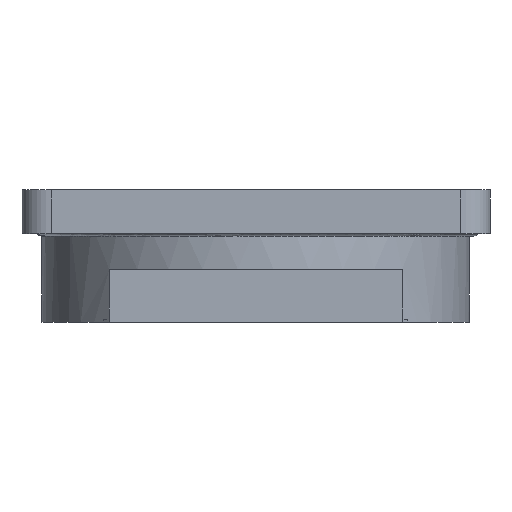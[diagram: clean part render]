
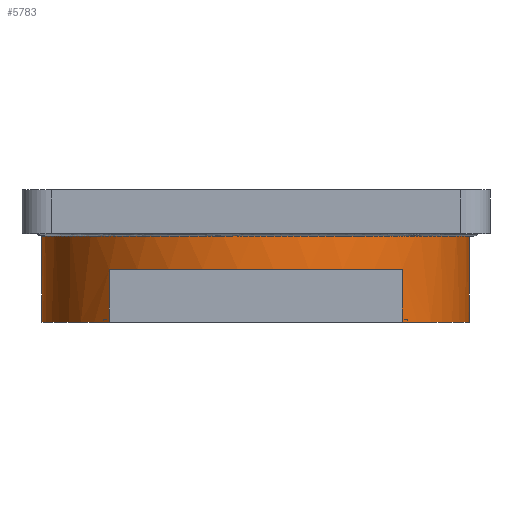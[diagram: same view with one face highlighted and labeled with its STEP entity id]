
A CAD part, front view. The second image highlights one B-rep face of the part: STEP entity #5783.
In plain terms, the highlighted cylindrical face has radius 36.5 mm (diameter 73 mm), a partial arc.
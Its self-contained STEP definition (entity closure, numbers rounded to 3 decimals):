
#303 = DIRECTION ( 'NONE',  ( -1., 0., 0. ) ) ;
#529 = CARTESIAN_POINT ( 'NONE',  ( -74.352, 29.377, -11.3 ) ) ;
#645 = EDGE_CURVE ( 'NONE', #9339, #2754, #14720, .T. ) ;
#807 = DIRECTION ( 'NONE',  ( 0., 0., 1. ) ) ;
#1003 = VERTEX_POINT ( 'NONE', #3180 ) ;
#1144 = CIRCLE ( 'NONE', #9323, 36.5 ) ;
#1301 = VECTOR ( 'NONE', #7230, 1000. ) ;
#1876 = DIRECTION ( 'NONE',  ( -1., 0., 0. ) ) ;
#2399 = DIRECTION ( 'NONE',  ( 0., 0., -1. ) ) ;
#2471 = ORIENTED_EDGE ( 'NONE', *, *, #9864, .F. ) ;
#2732 = DIRECTION ( 'NONE',  ( -1., 0., 0. ) ) ;
#2754 = VERTEX_POINT ( 'NONE', #9244 ) ;
#2771 = CARTESIAN_POINT ( 'NONE',  ( -62.852, 2.783, -2.3 ) ) ;
#2851 = CARTESIAN_POINT ( 'NONE',  ( -62.852, 2.783, -2.3 ) ) ;
#2997 = EDGE_CURVE ( 'NONE', #14556, #2754, #9775, .T. ) ;
#3180 = CARTESIAN_POINT ( 'NONE',  ( -62.852, 2.783, -11.3 ) ) ;
#3435 = VERTEX_POINT ( 'NONE', #6576 ) ;
#4246 = CARTESIAN_POINT ( 'NONE',  ( -74.352, 29.377, -11.3 ) ) ;
#4289 = CIRCLE ( 'NONE', #14449, 36.5 ) ;
#4569 = VERTEX_POINT ( 'NONE', #2771 ) ;
#4718 = ORIENTED_EDGE ( 'NONE', *, *, #13704, .F. ) ;
#5025 = VECTOR ( 'NONE', #9934, 1000. ) ;
#5110 = DIRECTION ( 'NONE',  ( 0., 0., -1. ) ) ;
#5783 = ADVANCED_FACE ( 'NONE', ( #6790 ), #13845, .T. ) ;
#6576 = CARTESIAN_POINT ( 'NONE',  ( -12.852, 2.783, -2.3 ) ) ;
#6790 = FACE_OUTER_BOUND ( 'NONE', #8975, .T. ) ;
#7230 = DIRECTION ( 'NONE',  ( 0., 0., 1. ) ) ;
#7803 = CARTESIAN_POINT ( 'NONE',  ( -37.852, 29.377, -11.3 ) ) ;
#7899 = CARTESIAN_POINT ( 'NONE',  ( -37.852, 29.377, -2.3 ) ) ;
#7935 = CARTESIAN_POINT ( 'NONE',  ( -37.852, 29.377, -11.3 ) ) ;
#8168 = AXIS2_PLACEMENT_3D ( 'NONE', #7803, #807, #9040 ) ;
#8187 = CARTESIAN_POINT ( 'NONE',  ( -37.852, 29.377, 5.2 ) ) ;
#8262 = EDGE_CURVE ( 'NONE', #11786, #9339, #11816, .T. ) ;
#8308 = LINE ( 'NONE', #9551, #11404 ) ;
#8343 = EDGE_CURVE ( 'NONE', #3435, #4569, #4289, .T. ) ;
#8634 = CARTESIAN_POINT ( 'NONE',  ( -37.852, 29.377, -11.3 ) ) ;
#8975 = EDGE_LOOP ( 'NONE', ( #10308, #9728, #4718, #13954, #15024, #2471, #13665, #9696 ) ) ;
#9040 = DIRECTION ( 'NONE',  ( 1., 0., 0. ) ) ;
#9057 = DIRECTION ( 'NONE',  ( 0., 0., -1. ) ) ;
#9244 = CARTESIAN_POINT ( 'NONE',  ( -74.352, 29.377, 5.2 ) ) ;
#9323 = AXIS2_PLACEMENT_3D ( 'NONE', #7935, #10494, #1876 ) ;
#9339 = VERTEX_POINT ( 'NONE', #15112 ) ;
#9356 = DIRECTION ( 'NONE',  ( 1., 0., 0. ) ) ;
#9551 = CARTESIAN_POINT ( 'NONE',  ( -12.852, 2.783, -2.3 ) ) ;
#9696 = ORIENTED_EDGE ( 'NONE', *, *, #645, .T. ) ;
#9728 = ORIENTED_EDGE ( 'NONE', *, *, #13267, .F. ) ;
#9775 = LINE ( 'NONE', #529, #5025 ) ;
#9864 = EDGE_CURVE ( 'NONE', #11786, #14294, #1144, .T. ) ;
#9934 = DIRECTION ( 'NONE',  ( 0., 0., 1. ) ) ;
#10180 = CIRCLE ( 'NONE', #11162, 36.5 ) ;
#10308 = ORIENTED_EDGE ( 'NONE', *, *, #2997, .F. ) ;
#10423 = VECTOR ( 'NONE', #5110, 1000. ) ;
#10494 = DIRECTION ( 'NONE',  ( 0., 0., -1. ) ) ;
#11087 = LINE ( 'NONE', #2851, #10423 ) ;
#11162 = AXIS2_PLACEMENT_3D ( 'NONE', #8634, #13370, #2732 ) ;
#11174 = CARTESIAN_POINT ( 'NONE',  ( -12.852, 2.783, -11.3 ) ) ;
#11404 = VECTOR ( 'NONE', #2399, 1000. ) ;
#11589 = CARTESIAN_POINT ( 'NONE',  ( -1.352, 29.377, -11.3 ) ) ;
#11786 = VERTEX_POINT ( 'NONE', #11589 ) ;
#11816 = LINE ( 'NONE', #14364, #1301 ) ;
#12510 = EDGE_CURVE ( 'NONE', #3435, #14294, #8308, .T. ) ;
#13226 = AXIS2_PLACEMENT_3D ( 'NONE', #8187, #14160, #9356 ) ;
#13267 = EDGE_CURVE ( 'NONE', #1003, #14556, #10180, .T. ) ;
#13370 = DIRECTION ( 'NONE',  ( 0., 0., -1. ) ) ;
#13665 = ORIENTED_EDGE ( 'NONE', *, *, #8262, .T. ) ;
#13704 = EDGE_CURVE ( 'NONE', #4569, #1003, #11087, .T. ) ;
#13845 = CYLINDRICAL_SURFACE ( 'NONE', #8168, 36.5 ) ;
#13954 = ORIENTED_EDGE ( 'NONE', *, *, #8343, .F. ) ;
#14160 = DIRECTION ( 'NONE',  ( 0., 0., -1. ) ) ;
#14294 = VERTEX_POINT ( 'NONE', #11174 ) ;
#14364 = CARTESIAN_POINT ( 'NONE',  ( -1.352, 29.377, -11.3 ) ) ;
#14449 = AXIS2_PLACEMENT_3D ( 'NONE', #7899, #9057, #303 ) ;
#14556 = VERTEX_POINT ( 'NONE', #4246 ) ;
#14720 = CIRCLE ( 'NONE', #13226, 36.5 ) ;
#15024 = ORIENTED_EDGE ( 'NONE', *, *, #12510, .T. ) ;
#15112 = CARTESIAN_POINT ( 'NONE',  ( -1.352, 29.377, 5.2 ) ) ;
